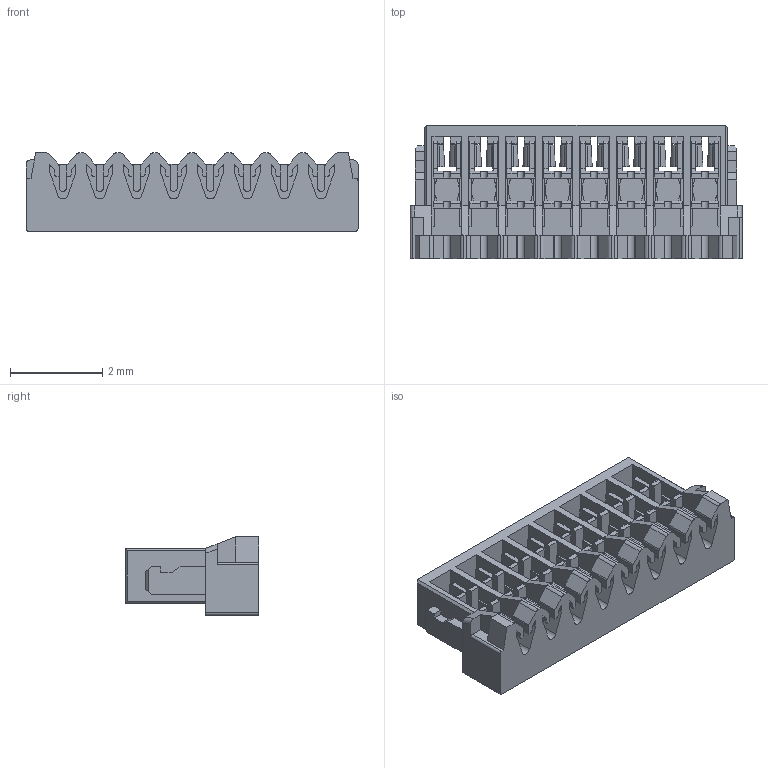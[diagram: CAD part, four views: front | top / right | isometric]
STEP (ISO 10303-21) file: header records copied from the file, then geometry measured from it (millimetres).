
FILE_DESCRIPTION(/* description */ ('Unknown'),/* implementation_level */ '2;1');
FILE_NAME(/* name */ '689008114322',/* time_stamp */ '2023-07-07T13:59:27+02:00',/* author */ ('Unknown'),/* organization */ ('Unknown'),/* preprocessor_version */ 'ST-DEVELOPER v18.102',/* originating_system */ 'Solid Edge',/* authorisation */ 'Unknown');
FILE_SCHEMA (('AUTOMOTIVE_DESIGN {1 0 10303 214 3 1 1}'));
Length unit declared in the file: millimetre
Products named in the file (3): 6890xx114322; 689008114322; 6890xx114322_Pin
Assembly tree (9 placements, depth 2):
  6890xx114322
    689008114322
    6890xx114322_Pin  x8
Bounding box: 7.2 x 2.9 x 1.7 mm (x, y, z)
Volume: 17 mm3; surface area: 168.6 mm2
Topology: 9 solids, 9 shells, 1180 faces, 3478 edges, 2300 vertices
Faces by surface type: plane 758, cylinder 358, torus 32, bspline 32
Entity records: 20363 total; most frequent: CARTESIAN_POINT 3764, ORIENTED_EDGE 3638, DIRECTION 3223, EDGE_CURVE 1819, LINE 1569, VECTOR 1569, VERTEX_POINT 1208, AXIS2_PLACEMENT_3D 827
